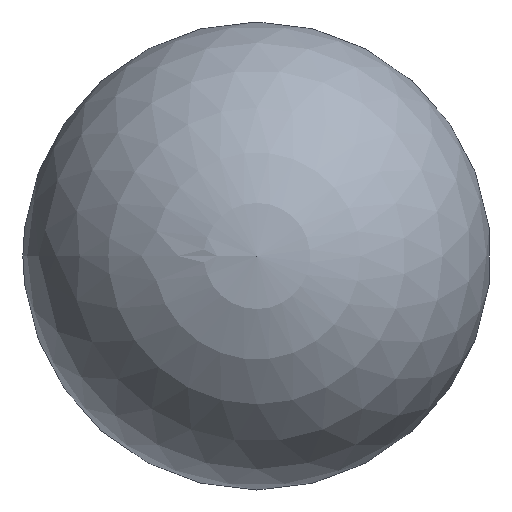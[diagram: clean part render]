
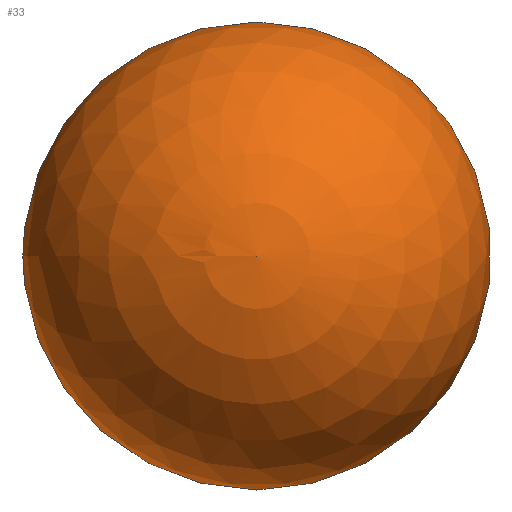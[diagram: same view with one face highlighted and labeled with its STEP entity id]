
A CAD part, left-side view. The second image highlights one B-rep face of the part: STEP entity #33.
In plain terms, the highlighted spherical face has radius 16 mm.
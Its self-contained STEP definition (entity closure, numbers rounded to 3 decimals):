
#33 = ADVANCED_FACE( '', ( #66, #67 ), #68, .T. );
#66 = FACE_BOUND( '', #100, .T. );
#67 = FACE_OUTER_BOUND( '', #101, .T. );
#68 = SPHERICAL_SURFACE( '', #102, 16. );
#100 = VERTEX_LOOP( '', #130 );
#101 = EDGE_LOOP( '', ( #131 ) );
#102 = AXIS2_PLACEMENT_3D( '', #132, #133, #134 );
#130 = VERTEX_POINT( '', #168 );
#131 = ORIENTED_EDGE( '', *, *, #166, .F. );
#132 = CARTESIAN_POINT( '', ( 16., 0., 0. ) );
#133 = DIRECTION( '', ( 1., 0., 0. ) );
#134 = DIRECTION( '', ( 0., 1., 0. ) );
#166 = EDGE_CURVE( '', #181, #181, #182, .T. );
#168 = CARTESIAN_POINT( '', ( 0., 0., 0. ) );
#181 = VERTEX_POINT( '', #200 );
#182 = CIRCLE( '', #201, 9.327 );
#200 = CARTESIAN_POINT( '', ( 29., 0., -9.327 ) );
#201 = AXIS2_PLACEMENT_3D( '', #219, #220, #221 );
#219 = CARTESIAN_POINT( '', ( 29., 0., 0. ) );
#220 = DIRECTION( '', ( 1., 0., 0. ) );
#221 = DIRECTION( '', ( 0., 0., -1. ) );
